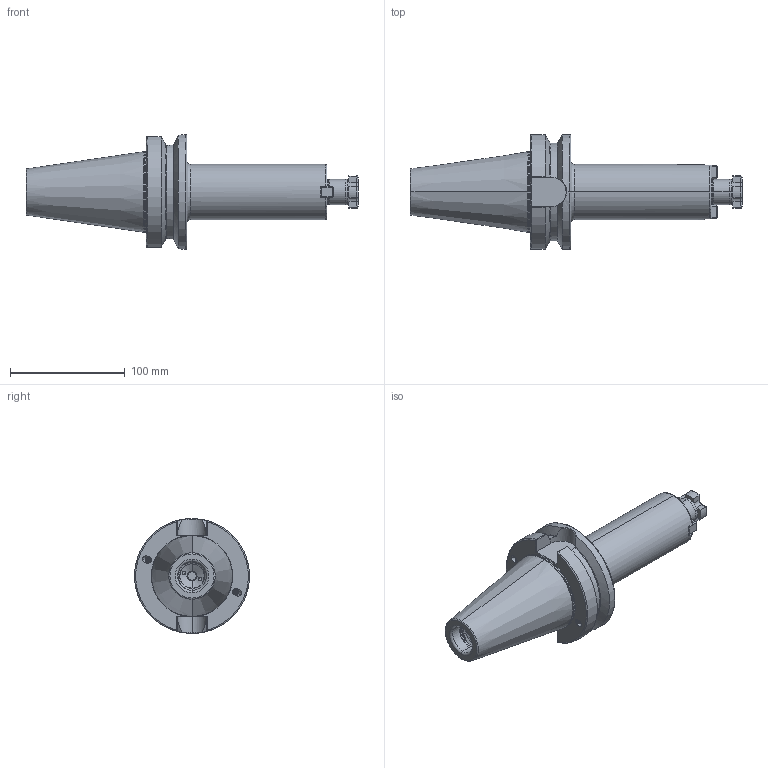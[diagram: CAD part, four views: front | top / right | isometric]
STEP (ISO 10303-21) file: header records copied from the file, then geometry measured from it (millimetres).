
FILE_DESCRIPTION (( 'STEP AP203' ), '1' );
FILE_NAME ('506.11.22.2.STEP', '2016-11-26T02:38:12', ( '' ), ( '' ), 'SwSTEP 2.0', 'SolidWorks 2012', '' );
FILE_SCHEMA (( 'CONFIG_CONTROL_DESIGN' ));
Length unit declared in the file: millimetre
Products named in the file (5): 面銑刀墊塊22; 102.11.22_M4xP0.7-12L; 506.11.22.2; 十字螺絲FMB22
Assembly tree (6 placements, depth 2):
  506.11.22.2
    506.11.22.2
    十字螺絲FMB22
    面銑刀墊塊22  x2
    102.11.22_M4xP0.7-12L  x2
Bounding box: 288.8 x 100 x 100 mm (x, y, z)
Volume: 631934.8 mm3; surface area: 91512.9 mm2
Topology: 6 solids, 6 shells, 556 faces, 1446 edges, 906 vertices
Faces by surface type: cylinder 270, plane 148, torus 56, cone 50, bspline 32
Entity records: 30882 total; most frequent: CARTESIAN_POINT 20295, ORIENTED_EDGE 2394, DIRECTION 1824, EDGE_CURVE 1197, VERTEX_POINT 756, AXIS2_PLACEMENT_3D 691, EDGE_LOOP 473, ADVANCED_FACE 455
